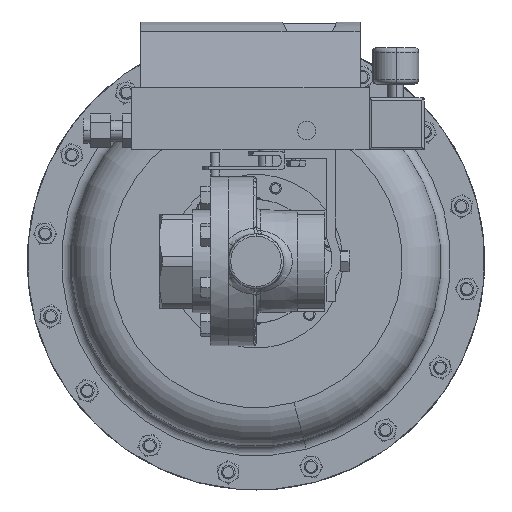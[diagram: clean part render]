
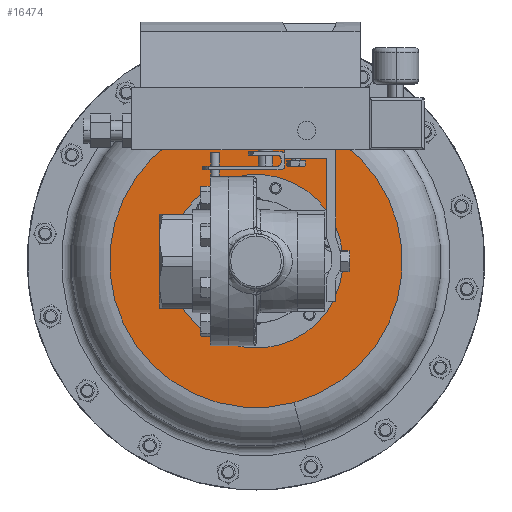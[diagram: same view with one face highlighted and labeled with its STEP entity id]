
A CAD part, front view. The second image highlights one B-rep face of the part: STEP entity #16474.
In plain terms, the highlighted planar face has unit normal (0, -1, 0).
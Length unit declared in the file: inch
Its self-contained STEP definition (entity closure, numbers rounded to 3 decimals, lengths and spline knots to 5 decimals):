
#42 = EDGE_LOOP ( 'NONE', ( #2704, #22601 ) ) ;
#1318 = EDGE_CURVE ( 'NONE', #31466, #29213, #10827, .T. ) ;
#1486 = EDGE_CURVE ( 'NONE', #29213, #31466, #13060, .T. ) ;
#2704 = ORIENTED_EDGE ( 'NONE', *, *, #1486, .F. ) ;
#3046 = DIRECTION ( 'NONE',  ( 0., 1., 0. ) ) ;
#4502 = FACE_BOUND ( 'NONE', #21631, .T. ) ;
#5197 = CARTESIAN_POINT ( 'NONE',  ( 1.67938, 7.2525, 1.67938 ) ) ;
#5645 = DIRECTION ( 'NONE',  ( 0.259, 0., -0.966 ) ) ;
#5916 = AXIS2_PLACEMENT_3D ( 'NONE', #26228, #8974, #29117 ) ;
#5996 = DIRECTION ( 'NONE',  ( 0., 1., 0. ) ) ;
#7039 = AXIS2_PLACEMENT_3D ( 'NONE', #13345, #13677, #13720 ) ;
#8974 = DIRECTION ( 'NONE',  ( 0., 1., 0. ) ) ;
#9916 = CARTESIAN_POINT ( 'NONE',  ( -3.8637, 7.2525, -1.03528 ) ) ;
#10827 = CIRCLE ( 'NONE', #7039, 4. ) ;
#12809 = DIRECTION ( 'NONE',  ( 0., -1., 0. ) ) ;
#13060 = CIRCLE ( 'NONE', #30238, 4. ) ;
#13345 = CARTESIAN_POINT ( 'NONE',  ( 0., 7.2525, 0. ) ) ;
#13660 = AXIS2_PLACEMENT_3D ( 'NONE', #20369, #3046, #23276 ) ;
#13677 = DIRECTION ( 'NONE',  ( 0., 1., 0. ) ) ;
#13720 = DIRECTION ( 'NONE',  ( 0.259, 0., -0.966 ) ) ;
#14272 = EDGE_CURVE ( 'NONE', #28266, #25228, #17807, .T. ) ;
#16363 = CARTESIAN_POINT ( 'NONE',  ( 1.03528, 7.2525, -3.8637 ) ) ;
#16474 = ADVANCED_FACE ( 'NONE', ( #21730, #4502 ), #30029, .T. ) ;
#16815 = EDGE_CURVE ( 'NONE', #25228, #28266, #25287, .T. ) ;
#17807 = CIRCLE ( 'NONE', #13660, 2.375 ) ;
#19158 = ORIENTED_EDGE ( 'NONE', *, *, #16815, .T. ) ;
#19169 = CARTESIAN_POINT ( 'NONE',  ( 0., 7.2525, 0. ) ) ;
#20369 = CARTESIAN_POINT ( 'NONE',  ( 0., 7.2525, 0. ) ) ;
#21631 = EDGE_LOOP ( 'NONE', ( #19158, #23681 ) ) ;
#21730 = FACE_OUTER_BOUND ( 'NONE', #42, .T. ) ;
#22601 = ORIENTED_EDGE ( 'NONE', *, *, #1318, .F. ) ;
#23276 = DIRECTION ( 'NONE',  ( -0.707, 0., -0.707 ) ) ;
#23681 = ORIENTED_EDGE ( 'NONE', *, *, #14272, .T. ) ;
#25228 = VERTEX_POINT ( 'NONE', #5197 ) ;
#25287 = CIRCLE ( 'NONE', #5916, 2.375 ) ;
#26228 = CARTESIAN_POINT ( 'NONE',  ( 0., 7.2525, 0. ) ) ;
#28266 = VERTEX_POINT ( 'NONE', #31661 ) ;
#29117 = DIRECTION ( 'NONE',  ( -0.707, 0., -0.707 ) ) ;
#29213 = VERTEX_POINT ( 'NONE', #16363 ) ;
#30029 = PLANE ( 'NONE',  #34431 ) ;
#30238 = AXIS2_PLACEMENT_3D ( 'NONE', #19169, #5996, #5645 ) ;
#31466 = VERTEX_POINT ( 'NONE', #33956 ) ;
#31661 = CARTESIAN_POINT ( 'NONE',  ( -1.67938, 7.2525, -1.67938 ) ) ;
#32924 = DIRECTION ( 'NONE',  ( -0.259, 0., 0.966 ) ) ;
#33956 = CARTESIAN_POINT ( 'NONE',  ( -1.03528, 7.2525, 3.8637 ) ) ;
#34431 = AXIS2_PLACEMENT_3D ( 'NONE', #9916, #12809, #32924 ) ;
